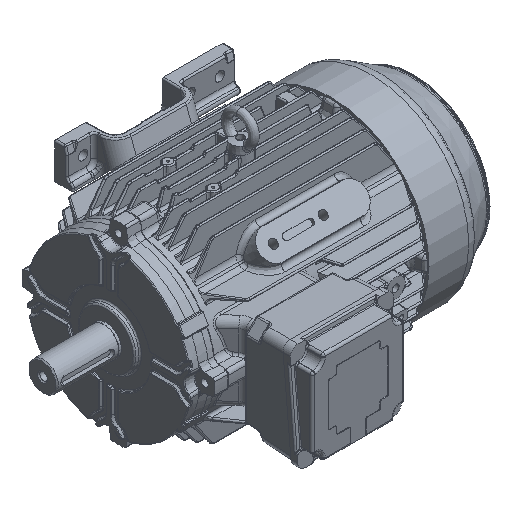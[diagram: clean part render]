
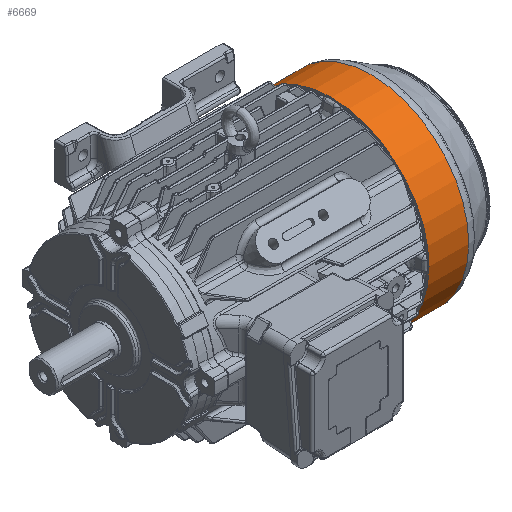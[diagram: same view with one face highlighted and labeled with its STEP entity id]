
A CAD part, isometric view. The second image highlights one B-rep face of the part: STEP entity #6669.
In plain terms, the highlighted cylindrical face has radius 127.4 mm (diameter 254.8 mm), a full revolution.
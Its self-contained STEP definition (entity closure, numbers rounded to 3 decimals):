
#6669 = ADVANCED_FACE( '', ( #16066, #16067 ), #16068, .T. );
#16066 = FACE_OUTER_BOUND( '', #72346, .T. );
#16067 = FACE_OUTER_BOUND( '', #72347, .T. );
#16068 = CYLINDRICAL_SURFACE( '', #72348, 127.4 );
#72346 = EDGE_LOOP( '', ( #177365 ) );
#72347 = EDGE_LOOP( '', ( #177366 ) );
#72348 = AXIS2_PLACEMENT_3D( '', #177367, #177368, #177369 );
#177365 = ORIENTED_EDGE( '', *, *, #199991, .T. );
#177366 = ORIENTED_EDGE( '', *, *, #199393, .T. );
#177367 = CARTESIAN_POINT( '', ( 226.5, 0., 0. ) );
#177368 = DIRECTION( '', ( -1., 0., 0. ) );
#177369 = DIRECTION( '', ( 0., 0., -1. ) );
#199393 = EDGE_CURVE( '', #213986, #213986, #213987, .T. );
#199991 = EDGE_CURVE( '', #214993, #214993, #214994, .T. );
#213986 = VERTEX_POINT( '', #242680 );
#213987 = CIRCLE( '', #242681, 127.4 );
#214993 = VERTEX_POINT( '', #246207 );
#214994 = CIRCLE( '', #246208, 127.4 );
#242680 = CARTESIAN_POINT( '', ( 118.5, 0., -127.4 ) );
#242681 = AXIS2_PLACEMENT_3D( '', #317750, #317751, #317752 );
#246207 = CARTESIAN_POINT( '', ( 170.231, 0., 127.4 ) );
#246208 = AXIS2_PLACEMENT_3D( '', #318522, #318523, #318524 );
#317750 = CARTESIAN_POINT( '', ( 118.5, 0., 0. ) );
#317751 = DIRECTION( '', ( 1., 0., 0. ) );
#317752 = DIRECTION( '', ( 0., 0., -1. ) );
#318522 = CARTESIAN_POINT( '', ( 170.231, 0., 0. ) );
#318523 = DIRECTION( '', ( -1., 0., 0. ) );
#318524 = DIRECTION( '', ( 0., 0., 1. ) );
